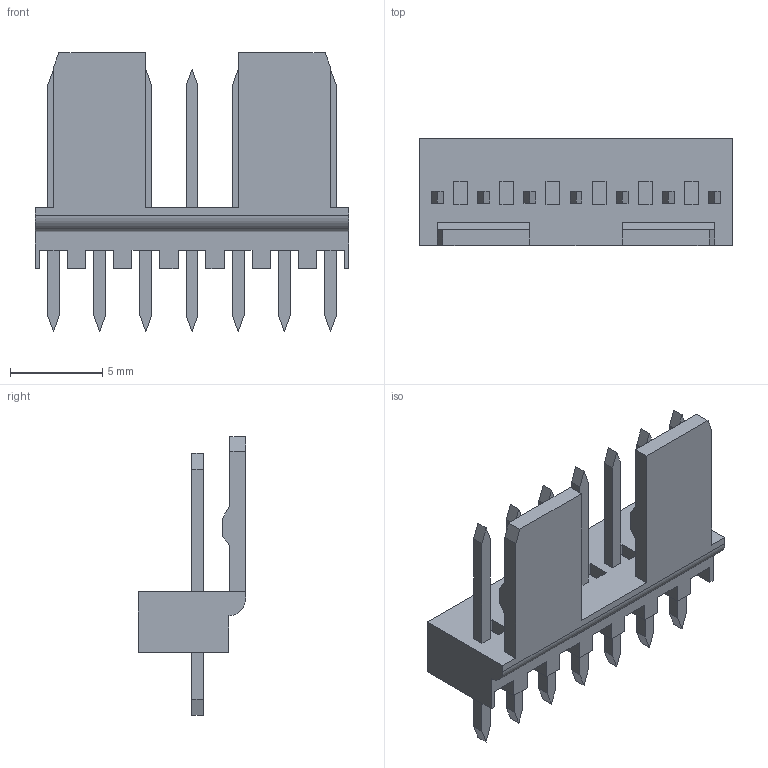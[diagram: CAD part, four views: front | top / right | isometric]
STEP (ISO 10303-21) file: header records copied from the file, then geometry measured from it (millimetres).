
FILE_DESCRIPTION((''),'2;1');
FILE_NAME('MOLEX_22-04-1071.stp','2013-06-17T16:48:13',(''),(''),'Mechanical Desktop 2011','Mechanical Desktop 2011',', , ');
FILE_SCHEMA(('AUTOMOTIVE_DESIGN { 1 2 10303 214 1 1 1 1 }'));
Length unit declared in the file: millimetre
Products named in the file (1): Product
Bounding box: 17 x 5.8 x 15.1 mm (x, y, z)
Volume: 343.4 mm3; surface area: 820 mm2
Topology: 15 solids, 15 shells, 182 faces, 438 edges, 292 vertices
Faces by surface type: plane 181, cylinder 1
Entity records: 5222 total; most frequent: CARTESIAN_POINT 913, ORIENTED_EDGE 876, DIRECTION 806, EDGE_CURVE 438, VECTOR 436, LINE 436, VERTEX_POINT 292, EDGE_LOOP 188
